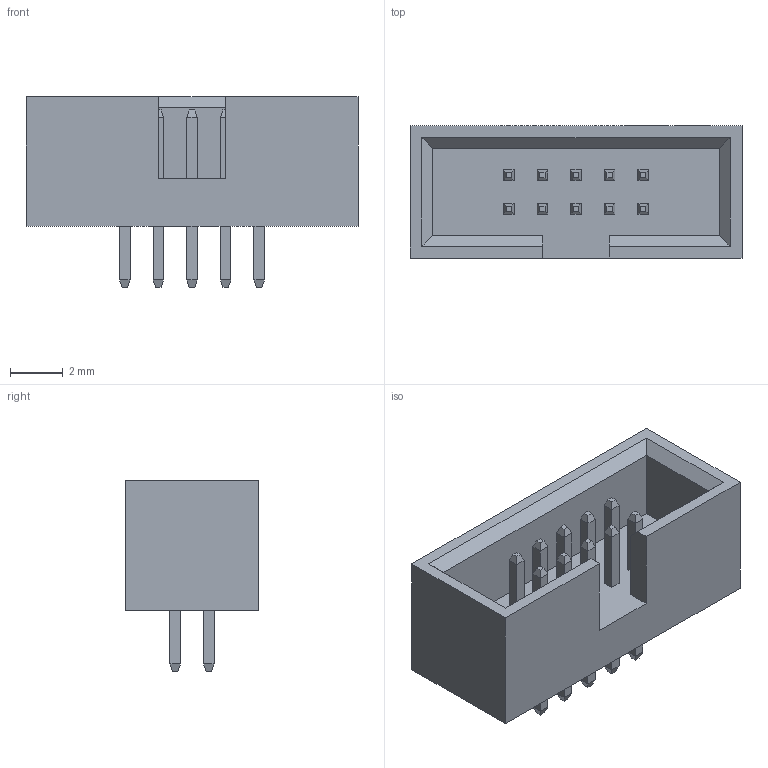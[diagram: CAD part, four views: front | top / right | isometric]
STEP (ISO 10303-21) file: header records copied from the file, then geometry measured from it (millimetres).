
FILE_DESCRIPTION (( 'STEP AP214' ), '1' );
FILE_NAME ('CONN-TH_10P-P1.27_DC3-10P.step', '2022-08-02T12:40:23', ( '' ), ( '' ), 'SwSTEP 2.0', 'SolidWorks 2020', '' );
FILE_SCHEMA (( 'AUTOMOTIVE_DESIGN' ));
Length unit declared in the file: millimetre
Products named in the file (1): CONN-TH_10P-P1.27_DC3-10P
Bounding box: 12.55 x 5 x 7.2 mm (x, y, z)
Volume: 195.2 mm3; surface area: 446 mm2
Topology: 14 solids, 14 shells, 489 faces, 1218 edges, 784 vertices
Faces by surface type: plane 377, bspline 112
Entity records: 20359 total; most frequent: CARTESIAN_POINT 4596, ORIENTED_EDGE 2436, DIRECTION 1746, EDGE_CURVE 1218, LINE 990, VECTOR 990, VERTEX_POINT 784, EDGE_LOOP 528
